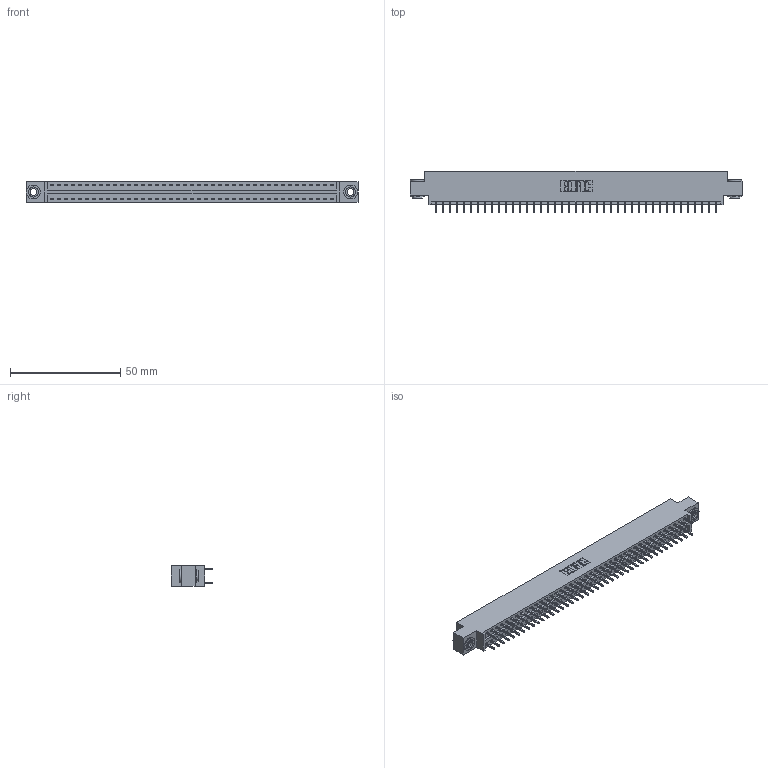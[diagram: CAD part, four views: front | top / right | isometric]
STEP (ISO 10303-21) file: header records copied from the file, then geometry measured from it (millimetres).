
FILE_DESCRIPTION (( 'STEP AP203' ), '1' );
FILE_NAME ('396-082-521-803.STEP', '2018-09-09T22:25:14', ( '' ), ( '' ), 'SwSTEP 2.0', 'SolidWorks 2016', '' );
FILE_SCHEMA (( 'CONFIG_CONTROL_DESIGN' ));
Length unit declared in the file: inch
Products named in the file (4): 346 Part_0.170 Offset - 0.156 Dia-TH; 345-292-001_345-293-121; 345-250-002_345-250-002-102; 396-082-521-803
Assembly tree (85 placements, depth 2):
  396-082-521-803
    346 Part_0.170 Offset - 0.156 Dia-TH
    345-292-001_345-293-121  x82
    345-250-002_345-250-002-102  x2
Bounding box: 150.75 x 19.05 x 9.4 mm (x, y, z)
Volume: 14523.4 mm3; surface area: 20116.2 mm2
Topology: 85 solids, 85 shells, 4428 faces, 13127 edges, 8638 vertices
Faces by surface type: plane 2960, cylinder 1460, cone 8
Entity records: 27692 total; most frequent: CARTESIAN_POINT 4543, ORIENTED_EDGE 4470, DIRECTION 4085, EDGE_CURVE 2235, VECTOR 1915, LINE 1915, VERTEX_POINT 1486, AXIS2_PLACEMENT_3D 1085
